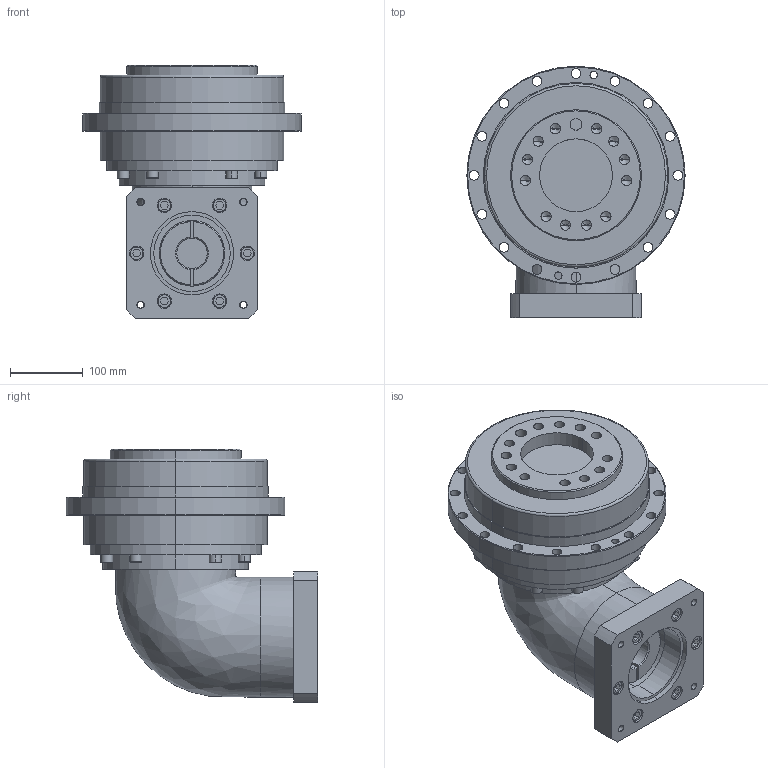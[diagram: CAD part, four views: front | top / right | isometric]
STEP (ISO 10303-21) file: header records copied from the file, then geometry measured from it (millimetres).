
FILE_DESCRIPTION (( 'STEP AP203' ), '1' );
FILE_NAME ('EVT255-L1-42-114.3-200.STEP', '2022-06-15T09:04:55', ( 'PC' ), ( 'Microsoft' ), 'SwSTEP 2.0', 'SolidWorks 2016', '' );
FILE_SCHEMA (( 'CONFIG_CONTROL_DESIGN' ));
Length unit declared in the file: millimetre
Products named in the file (1): EVT255-L1-42-114.3-200
Bounding box: 300 x 345.3 x 348.5 mm (x, y, z)
Volume: 12969243.9 mm3; surface area: 539957 mm2
Topology: 1 solids, 1 shells, 354 faces, 850 edges, 534 vertices
Faces by surface type: plane 146, cylinder 142, cone 38, torus 26, bspline 2
Entity records: 11603 total; most frequent: CARTESIAN_POINT 3021, DIRECTION 1874, ORIENTED_EDGE 1652, EDGE_CURVE 826, AXIS2_PLACEMENT_3D 709, VERTEX_POINT 534, EDGE_LOOP 458, LINE 456
